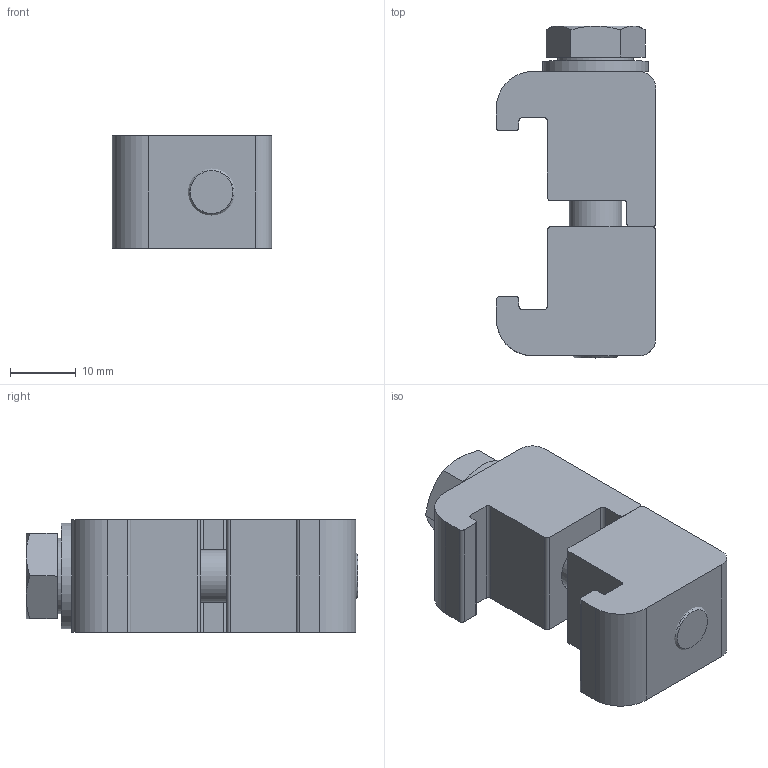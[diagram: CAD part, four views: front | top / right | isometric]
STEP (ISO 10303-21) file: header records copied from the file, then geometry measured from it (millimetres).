
FILE_DESCRIPTION(/* description */ (''),/* implementation_level */ '2;1');
FILE_NAME(/* name */ 'FL-DCC63-100LF.stp',/* time_stamp */ '2018-07-10T11:53:12+01:00',/* author */ ('paul'),/* organization */ (''),/* preprocessor_version */ 'ST-DEVELOPER v17',/* originating_system */ 'Autodesk Inventor 2019',/* authorisation */ '');
FILE_SCHEMA (('AUTOMOTIVE_DESIGN { 1 0 10303 214 3 1 1 }'));
Length unit declared in the file: millimetre
Products named in the file (5): FL-DCC63-100LF; SCC63-100 block; DIN 125 - A 8.4; DIN 933 - M8  x 45; SCC63-100 block tapped
Assembly tree (4 placements, depth 2):
  FL-DCC63-100LF
    SCC63-100 block
    DIN 125 - A 8.4
    DIN 933 - M8  x 45
    SCC63-100 block tapped
Bounding box: 24.14 x 50.3 x 17.06 mm (x, y, z)
Volume: 14492.8 mm3; surface area: 7411.2 mm2
Topology: 4 solids, 4 shells, 67 faces, 170 edges, 113 vertices
Faces by surface type: plane 34, cylinder 25, cone 8
Full cylindrical faces by diameter (mm): 6.647 x1, 7.323 x1, 8 x1, 8.4 x2, 11.4 x1, 16 x1
Entity records: 2227 total; most frequent: CARTESIAN_POINT 383, DIRECTION 375, ORIENTED_EDGE 340, EDGE_CURVE 170, AXIS2_PLACEMENT_3D 141, VERTEX_POINT 113, LINE 93, VECTOR 93
